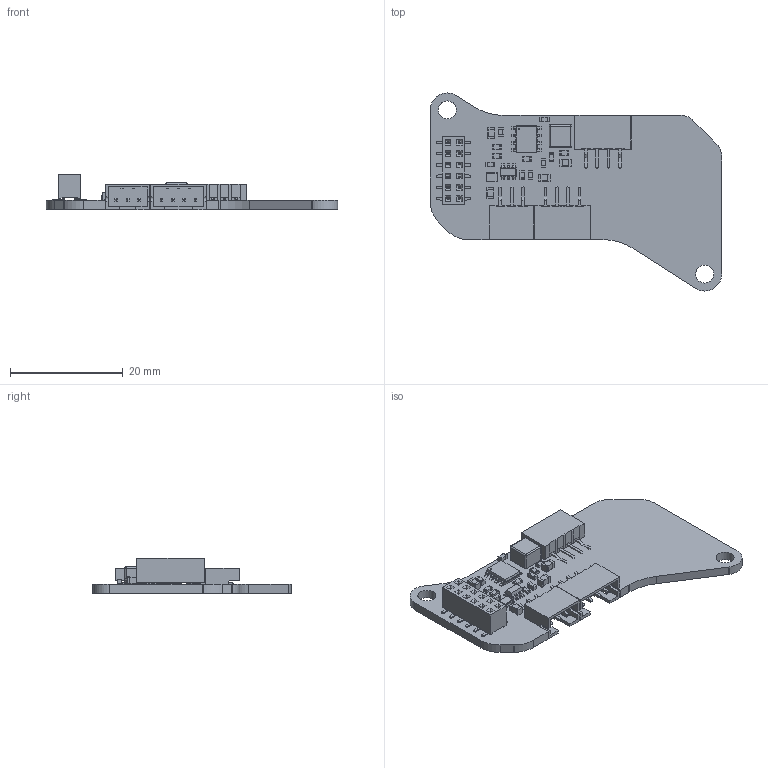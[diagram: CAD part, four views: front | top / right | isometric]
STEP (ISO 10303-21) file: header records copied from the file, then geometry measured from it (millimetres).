
FILE_DESCRIPTION(('KiCad electronic assembly'),'2;1');
FILE_NAME('SB-fan-board.step','2024-12-19T14:20:56',('Pcbnew'),('Kicad') ,'Open CASCADE STEP processor 7.7','KiCad to STEP converter','Unknown' );
FILE_SCHEMA(('AUTOMOTIVE_DESIGN { 1 0 10303 214 1 1 1 1 }'));
Length unit declared in the file: millimetre
Products named in the file (22): SB-fan-board 1; R_0603_1608Metric; L_Sunlord_SWPA4030S; CQ assembly; JST_PH_B4B-PH-K_1x04_P2.00mm_Vertical; JST_B4B_PH_K; SOT-23-6; SOT_23_6; C_0603_1608Metric; JST_PH_B3B-PH-K_1x03_P2.00mm_Vertical; JST_B3B_PH_K; L_Murata_DFE201610P; 319C8630-0AAB-4569-9DDB-73D041229000; C_0805_2012Metric; PinSocket_2x06_P2.00mm_Vertical_SMD; HTSOP-8-1EP_3.9x4.9mm_Pitch1.27mm; HTSOP_8_1EP_39x49mm_Pitch127mm; _autosave-SB-fan-board_PCB
Assembly tree (34 placements, depth 3):
  SB-fan-board 1
    R_0603_1608Metric  x6
      R_0603_1608Metric
    L_Sunlord_SWPA4030S
      CQ assembly
    JST_PH_B4B-PH-K_1x04_P2.00mm_Vertical  x2
      JST_B4B_PH_K
    SOT-23-6
      SOT_23_6
    C_0603_1608Metric  x5
      C_0603_1608Metric
    JST_PH_B3B-PH-K_1x03_P2.00mm_Vertical
      JST_B3B_PH_K
    L_Murata_DFE201610P
      319C8630-0AAB-4569-9DDB-73D041229000
    C_0805_2012Metric  x4
      C_0805_2012Metric
    PinSocket_2x06_P2.00mm_Vertical_SMD
      PinSocket_2x06_P2.00mm_Vertical_SMD
    HTSOP-8-1EP_3.9x4.9mm_Pitch1.27mm
      HTSOP_8_1EP_39x49mm_Pitch127mm
    _autosave-SB-fan-board_PCB
Bounding box: 51.58 x 35.06 x 6.3 mm (x, y, z)
Volume: 2323.3 mm3; surface area: 4196.9 mm2
Topology: 30 solids, 30 shells, 1607 faces, 4151 edges, 2658 vertices
Faces by surface type: plane 1240, cylinder 297, bspline 62, sphere 8
Full cylindrical faces by diameter (mm): 0.2 x1, 3.2 x2
Entity records: 41140 total; most frequent: CARTESIAN_POINT 6290, ORIENTED_EDGE 5806, DIRECTION 5355, EDGE_CURVE 2903, LINE 2493, VECTOR 2493, VERTEX_POINT 1846, AXIS2_PLACEMENT_3D 1431
